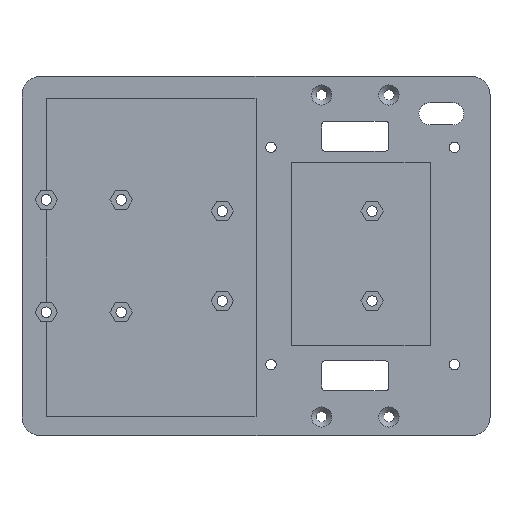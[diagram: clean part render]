
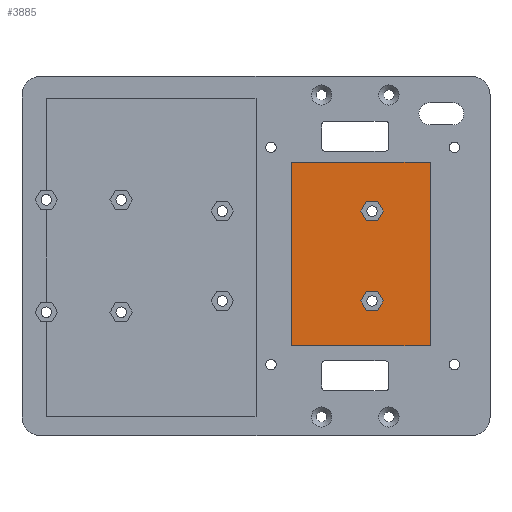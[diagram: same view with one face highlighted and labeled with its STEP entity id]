
A CAD part, top view. The second image highlights one B-rep face of the part: STEP entity #3885.
In plain terms, the highlighted planar face has unit normal (0, 0, 1).
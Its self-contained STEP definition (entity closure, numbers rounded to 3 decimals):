
#2928 = VERTEX_POINT('',#2929);
#2929 = CARTESIAN_POINT('',(-17.,25.,9.));
#2935 = EDGE_CURVE('',#2928,#2936,#2938,.T.);
#2936 = VERTEX_POINT('',#2937);
#2937 = CARTESIAN_POINT('',(-17.,-24.,9.));
#2938 = LINE('',#2939,#2940);
#2939 = CARTESIAN_POINT('',(-17.,25.,9.));
#2940 = VECTOR('',#2941,1.);
#2941 = DIRECTION('',(0.,-1.,0.));
#2959 = VERTEX_POINT('',#2960);
#2960 = CARTESIAN_POINT('',(20.,25.,9.));
#2966 = EDGE_CURVE('',#2959,#2928,#2967,.T.);
#2967 = LINE('',#2968,#2969);
#2968 = CARTESIAN_POINT('',(20.,25.,9.));
#2969 = VECTOR('',#2970,1.);
#2970 = DIRECTION('',(-1.,0.,0.));
#2983 = EDGE_CURVE('',#2936,#2984,#2986,.T.);
#2984 = VERTEX_POINT('',#2985);
#2985 = CARTESIAN_POINT('',(20.,-24.,9.));
#2986 = LINE('',#2987,#2988);
#2987 = CARTESIAN_POINT('',(-17.,-24.,9.));
#2988 = VECTOR('',#2989,1.);
#2989 = DIRECTION('',(1.,0.,0.));
#3007 = EDGE_CURVE('',#2984,#2959,#3008,.T.);
#3008 = LINE('',#3009,#3010);
#3009 = CARTESIAN_POINT('',(20.,-24.,9.));
#3010 = VECTOR('',#3011,1.);
#3011 = DIRECTION('',(0.,1.,0.));
#3885 = ADVANCED_FACE('',(#3886,#3892,#3942),#3992,.T.);
#3886 = FACE_BOUND('',#3887,.T.);
#3887 = EDGE_LOOP('',(#3888,#3889,#3890,#3891));
#3888 = ORIENTED_EDGE('',*,*,#2935,.T.);
#3889 = ORIENTED_EDGE('',*,*,#2983,.T.);
#3890 = ORIENTED_EDGE('',*,*,#3007,.T.);
#3891 = ORIENTED_EDGE('',*,*,#2966,.T.);
#3892 = FACE_BOUND('',#3893,.T.);
#3893 = EDGE_LOOP('',(#3894,#3904,#3912,#3920,#3928,#3936));
#3894 = ORIENTED_EDGE('',*,*,#3895,.F.);
#3895 = EDGE_CURVE('',#3896,#3898,#3900,.T.);
#3896 = VERTEX_POINT('',#3897);
#3897 = CARTESIAN_POINT('',(7.5,-12.,9.));
#3898 = VERTEX_POINT('',#3899);
#3899 = CARTESIAN_POINT('',(6.,-9.402,9.));
#3900 = LINE('',#3901,#3902);
#3901 = CARTESIAN_POINT('',(-0.17,1.285,9.));
#3902 = VECTOR('',#3903,1.);
#3903 = DIRECTION('',(-0.5,0.866,0.));
#3904 = ORIENTED_EDGE('',*,*,#3905,.F.);
#3905 = EDGE_CURVE('',#3906,#3896,#3908,.T.);
#3906 = VERTEX_POINT('',#3907);
#3907 = CARTESIAN_POINT('',(6.,-14.598,9.));
#3908 = LINE('',#3909,#3910);
#3909 = CARTESIAN_POINT('',(4.224,-17.674,9.));
#3910 = VECTOR('',#3911,1.);
#3911 = DIRECTION('',(0.5,0.866,0.));
#3912 = ORIENTED_EDGE('',*,*,#3913,.F.);
#3913 = EDGE_CURVE('',#3914,#3906,#3916,.T.);
#3914 = VERTEX_POINT('',#3915);
#3915 = CARTESIAN_POINT('',(3.,-14.598,9.));
#3916 = LINE('',#3917,#3918);
#3917 = CARTESIAN_POINT('',(-15.142,-14.598,9.));
#3918 = VECTOR('',#3919,1.);
#3919 = DIRECTION('',(1.,0.,0.));
#3920 = ORIENTED_EDGE('',*,*,#3921,.F.);
#3921 = EDGE_CURVE('',#3922,#3914,#3924,.T.);
#3922 = VERTEX_POINT('',#3923);
#3923 = CARTESIAN_POINT('',(1.5,-12.,9.));
#3924 = LINE('',#3925,#3926);
#3925 = CARTESIAN_POINT('',(-5.42,-0.014,9.));
#3926 = VECTOR('',#3927,1.);
#3927 = DIRECTION('',(0.5,-0.866,0.));
#3928 = ORIENTED_EDGE('',*,*,#3929,.F.);
#3929 = EDGE_CURVE('',#3930,#3922,#3932,.T.);
#3930 = VERTEX_POINT('',#3931);
#3931 = CARTESIAN_POINT('',(3.,-9.402,9.));
#3932 = LINE('',#3933,#3934);
#3933 = CARTESIAN_POINT('',(0.474,-13.777,9.));
#3934 = VECTOR('',#3935,1.);
#3935 = DIRECTION('',(-0.5,-0.866,0.));
#3936 = ORIENTED_EDGE('',*,*,#3937,.F.);
#3937 = EDGE_CURVE('',#3898,#3930,#3938,.T.);
#3938 = LINE('',#3939,#3940);
#3939 = CARTESIAN_POINT('',(-13.642,-9.402,9.));
#3940 = VECTOR('',#3941,1.);
#3941 = DIRECTION('',(-1.,0.,0.));
#3942 = FACE_BOUND('',#3943,.T.);
#3943 = EDGE_LOOP('',(#3944,#3954,#3962,#3970,#3978,#3986));
#3944 = ORIENTED_EDGE('',*,*,#3945,.F.);
#3945 = EDGE_CURVE('',#3946,#3948,#3950,.T.);
#3946 = VERTEX_POINT('',#3947);
#3947 = CARTESIAN_POINT('',(7.5,12.,9.));
#3948 = VERTEX_POINT('',#3949);
#3949 = CARTESIAN_POINT('',(6.,14.598,9.));
#3950 = LINE('',#3951,#3952);
#3951 = CARTESIAN_POINT('',(5.026,16.285,9.));
#3952 = VECTOR('',#3953,1.);
#3953 = DIRECTION('',(-0.5,0.866,0.));
#3954 = ORIENTED_EDGE('',*,*,#3955,.F.);
#3955 = EDGE_CURVE('',#3956,#3946,#3958,.T.);
#3956 = VERTEX_POINT('',#3957);
#3957 = CARTESIAN_POINT('',(6.,9.402,9.));
#3958 = LINE('',#3959,#3960);
#3959 = CARTESIAN_POINT('',(-0.972,-2.674,9.));
#3960 = VECTOR('',#3961,1.);
#3961 = DIRECTION('',(0.5,0.866,0.));
#3962 = ORIENTED_EDGE('',*,*,#3963,.F.);
#3963 = EDGE_CURVE('',#3964,#3956,#3966,.T.);
#3964 = VERTEX_POINT('',#3965);
#3965 = CARTESIAN_POINT('',(3.,9.402,9.));
#3966 = LINE('',#3967,#3968);
#3967 = CARTESIAN_POINT('',(-15.142,9.402,9.));
#3968 = VECTOR('',#3969,1.);
#3969 = DIRECTION('',(1.,0.,0.));
#3970 = ORIENTED_EDGE('',*,*,#3971,.F.);
#3971 = EDGE_CURVE('',#3972,#3964,#3974,.T.);
#3972 = VERTEX_POINT('',#3973);
#3973 = CARTESIAN_POINT('',(1.5,12.,9.));
#3974 = LINE('',#3975,#3976);
#3975 = CARTESIAN_POINT('',(-0.224,14.986,9.));
#3976 = VECTOR('',#3977,1.);
#3977 = DIRECTION('',(0.5,-0.866,0.));
#3978 = ORIENTED_EDGE('',*,*,#3979,.F.);
#3979 = EDGE_CURVE('',#3980,#3972,#3982,.T.);
#3980 = VERTEX_POINT('',#3981);
#3981 = CARTESIAN_POINT('',(3.,14.598,9.));
#3982 = LINE('',#3983,#3984);
#3983 = CARTESIAN_POINT('',(-4.722,1.223,9.));
#3984 = VECTOR('',#3985,1.);
#3985 = DIRECTION('',(-0.5,-0.866,0.));
#3986 = ORIENTED_EDGE('',*,*,#3987,.F.);
#3987 = EDGE_CURVE('',#3948,#3980,#3988,.T.);
#3988 = LINE('',#3989,#3990);
#3989 = CARTESIAN_POINT('',(-13.642,14.598,9.));
#3990 = VECTOR('',#3991,1.);
#3991 = DIRECTION('',(-1.,0.,0.));
#3992 = PLANE('',#3993);
#3993 = AXIS2_PLACEMENT_3D('',#3994,#3995,#3996);
#3994 = CARTESIAN_POINT('',(-33.284,-0.121,9.));
#3995 = DIRECTION('',(0.,0.,1.));
#3996 = DIRECTION('',(1.,0.,0.));
